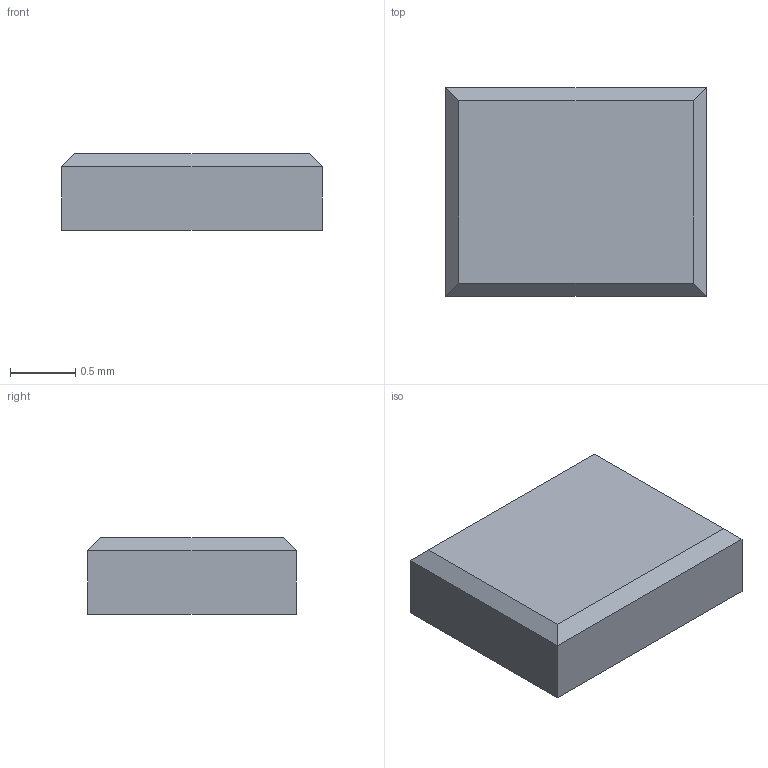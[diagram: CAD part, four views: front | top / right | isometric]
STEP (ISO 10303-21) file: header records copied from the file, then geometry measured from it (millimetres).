
FILE_DESCRIPTION (( 'STEP AP214' ), '1' );
FILE_NAME ('Resonator ABM11.STEP', '2023-03-20T12:54:53', ( '' ), ( '' ), 'SwSTEP 2.0', 'SolidWorks 2019', '' );
FILE_SCHEMA (( 'AUTOMOTIVE_DESIGN' ));
Length unit declared in the file: millimetre
Products named in the file (1): Resonator ABM11
Bounding box: 2 x 1.6 x 0.59 mm (x, y, z)
Volume: 1.9 mm3; surface area: 10.8 mm2
Topology: 2 solids, 2 shells, 17 faces, 35 edges, 22 vertices
Faces by surface type: plane 17
Entity records: 557 total; most frequent: CARTESIAN_POINT 75, DIRECTION 71, ORIENTED_EDGE 70, VECTOR 35, EDGE_CURVE 35, LINE 35, VERTEX_POINT 22, AXIS2_PLACEMENT_3D 18
